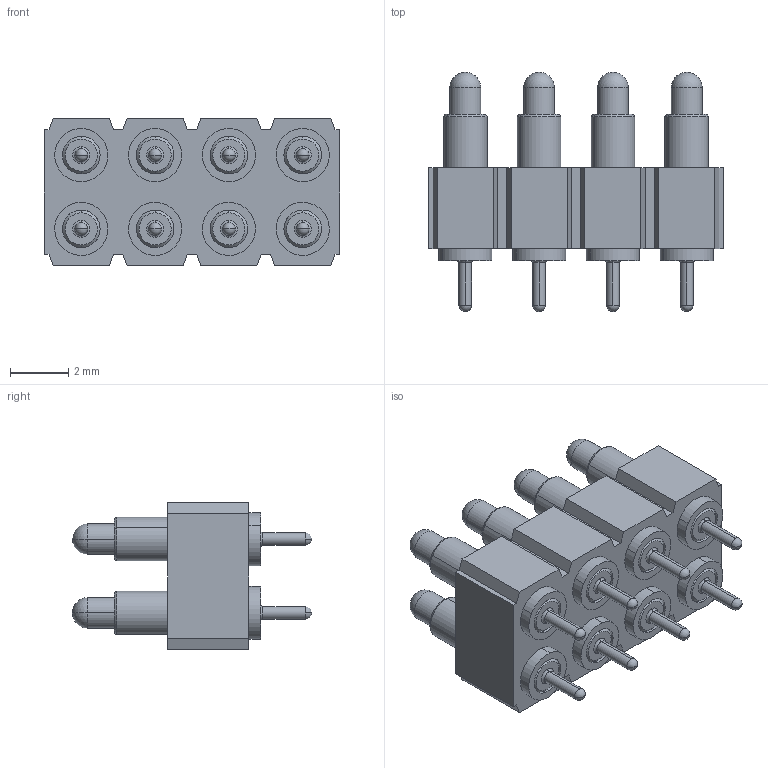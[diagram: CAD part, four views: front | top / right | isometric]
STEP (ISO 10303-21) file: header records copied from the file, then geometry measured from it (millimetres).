
FILE_DESCRIPTION (( 'STEP AP214' ), '1' );
FILE_NAME ('mill-max-$PARTNUMBER.STEP', '2016-08-11T00:29:59', ( 'Windows User' ), ( '' ), 'SwSTEP 2.0', 'SolidWorks 2016', '' );
FILE_SCHEMA (( 'AUTOMOTIVE_DESIGN' ));
Length unit declared in the file: inch
Products named in the file (6): mill-max-$PARTNUMBER_mill-max-818-22-008-10-000101_0918-X(0918-5-00-20-00-00-13-0); mill-max-$PARTNUMBER_mill-max-818-22-008-10-000101_0954-0(0954-0-00-20-00-00-13-0); mill-max-$PARTNUMBER_mill-max-818-22-008-10-000101_0963-0(0963-0-00-20-00-00-13-0); mill-max-$PARTNUMBER_mill-max-818-22-008-10-000101_P4XX-28-010-00-090000(P408-28-010-00-090000); mill-max-$PARTNUMBER; mill-max-$PARTNUMBER_mill-max-818-22-008-10-000101_SPRING(6875-0-00-00-75-14-43-0)
Assembly tree (33 placements, depth 2):
  mill-max-$PARTNUMBER
    mill-max-$PARTNUMBER_mill-max-818-22-008-10-000101_P4XX-28-010-00-090000(P408-28-010-00-090000)
    mill-max-$PARTNUMBER_mill-max-818-22-008-10-000101_0963-0(0963-0-00-20-00-00-13-0)  x8
    mill-max-$PARTNUMBER_mill-max-818-22-008-10-000101_0954-0(0954-0-00-20-00-00-13-0)  x8
    mill-max-$PARTNUMBER_mill-max-818-22-008-10-000101_0918-X(0918-5-00-20-00-00-13-0)  x8
    mill-max-$PARTNUMBER_mill-max-818-22-008-10-000101_SPRING(6875-0-00-00-75-14-43-0)  x8
Bounding box: 10.16 x 8.23 x 5.08 mm (x, y, z)
Volume: 155.6 mm3; surface area: 949.6 mm2
Topology: 33 solids, 33 shells, 542 faces, 1196 edges, 696 vertices
Faces by surface type: cylinder 192, cone 128, plane 110, torus 48, sphere 48, bspline 16
Entity records: 6190 total; most frequent: CARTESIAN_POINT 2929, DIRECTION 680, ORIENTED_EDGE 552, EDGE_CURVE 276, AXIS2_PLACEMENT_3D 259, VERTEX_POINT 176, VECTOR 162, LINE 162
